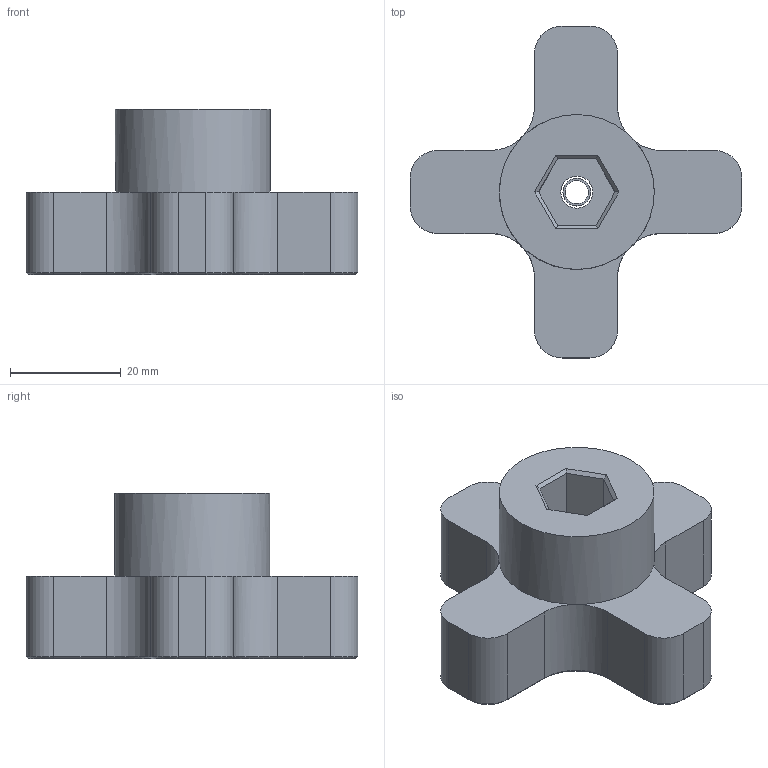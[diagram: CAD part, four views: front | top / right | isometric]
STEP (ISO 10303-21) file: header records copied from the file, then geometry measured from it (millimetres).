
FILE_DESCRIPTION(/* description */ (''),/* implementation_level */ '2;1');
FILE_NAME(/* name */ 'AltitudeKnob.stp',/* time_stamp */ '2020-05-19T15:05:53-04:00',/* author */ ('Justine Haupt'),/* organization */ (''),/* preprocessor_version */ 'ST-DEVELOPER v15.6',/* originating_system */ 'Autodesk Inventor 2015',/* authorisation */ '');
FILE_SCHEMA (('AUTOMOTIVE_DESIGN { 1 0 10303 214 3 1 1 }'));
Length unit declared in the file: millimetre
Products named in the file (1): AltitudeKnob
Bounding box: 60 x 60 x 30 mm (x, y, z)
Volume: 30468.9 mm3; surface area: 8545.8 mm2
Topology: 1 solids, 2 shells, 75 faces, 177 edges, 106 vertices
Faces by surface type: plane 45, cylinder 16, cone 14
Full cylindrical faces by diameter (mm): 5 x1, 5.8 x1, 10 x1, 28 x1
Entity records: 2100 total; most frequent: DIRECTION 376, CARTESIAN_POINT 349, ORIENTED_EDGE 336, EDGE_CURVE 169, AXIS2_PLACEMENT_3D 131, LINE 114, VECTOR 114, VERTEX_POINT 104
